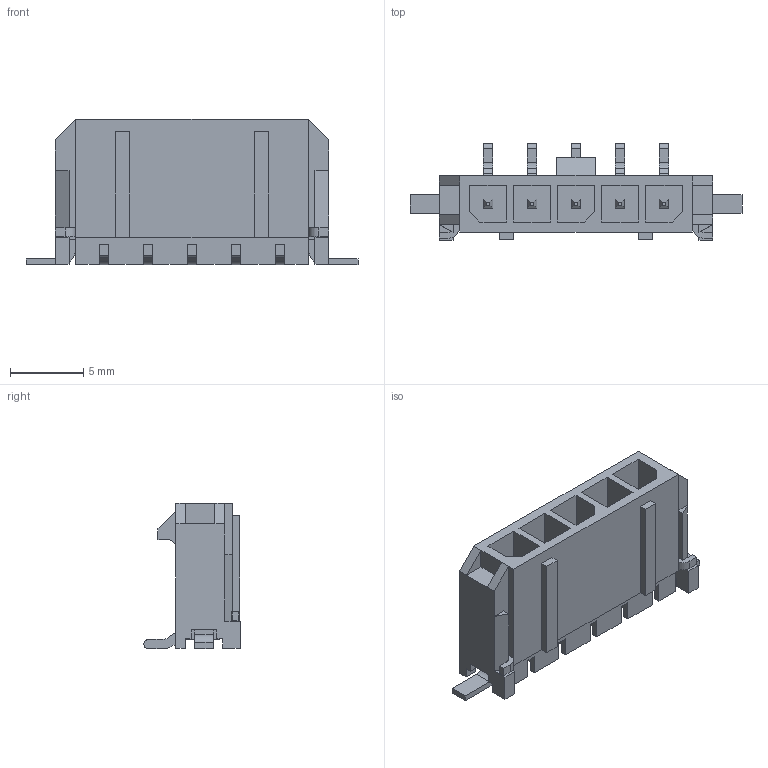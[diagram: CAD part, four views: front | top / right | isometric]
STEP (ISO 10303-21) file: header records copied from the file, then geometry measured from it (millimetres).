
FILE_DESCRIPTION((''),'2;1');
FILE_NAME('436500525','2013-12-20T',('me'),(''),'PRO/ENGINEER BY PARAMETRIC TECHNOLOGY CORPORATION, 2011490','PRO/ENGINEER BY PARAMETRIC TECHNOLOGY CORPORATION, 2011490','');
FILE_SCHEMA(('CONFIG_CONTROL_DESIGN'));
Length unit declared in the file: millimetre
Products named in the file (1): 436500525
Bounding box: 22.64 x 6.57 x 9.93 mm (x, y, z)
Volume: 460.2 mm3; surface area: 1136.3 mm2
Topology: 2 solids, 2 shells, 366 faces, 1011 edges, 660 vertices
Faces by surface type: plane 330, cylinder 36
Entity records: 11427 total; most frequent: CARTESIAN_POINT 2010, ORIENTED_EDGE 1966, DIRECTION 1837, EDGE_CURVE 983, VECTOR 919, LINE 919, VERTEX_POINT 632, AXIS2_PLACEMENT_3D 459
